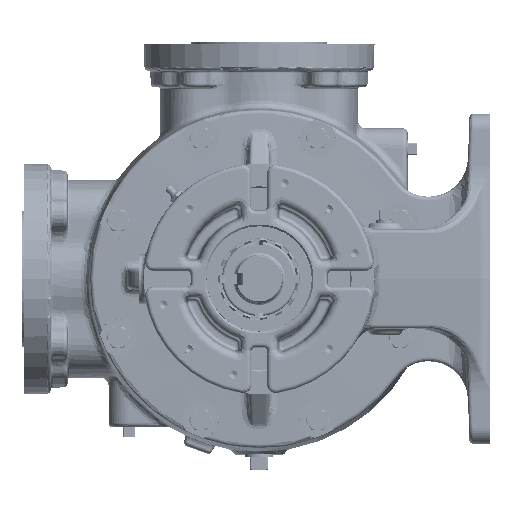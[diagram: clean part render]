
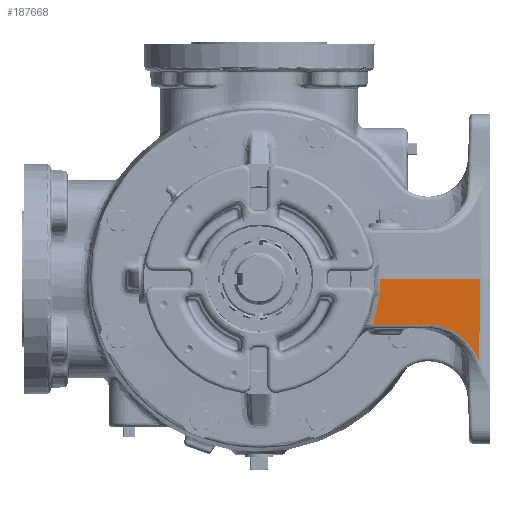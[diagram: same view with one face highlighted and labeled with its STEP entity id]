
A CAD part, left-side view. The second image highlights one B-rep face of the part: STEP entity #187668.
In plain terms, the highlighted planar face has unit normal (-0.642, -0.766, -0.035).
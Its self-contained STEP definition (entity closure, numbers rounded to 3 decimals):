
#5218 = DIRECTION ( 'NONE',  ( 0.766, -0.643, 0. ) ) ;
#8717 = CARTESIAN_POINT ( 'NONE',  ( -151.967, -170.39, -0.096 ) ) ;
#26500 = CARTESIAN_POINT ( 'NONE',  ( -159.408, -162.074, -45.545 ) ) ;
#33468 = LINE ( 'NONE', #280715, #90723 ) ;
#34189 = ORIENTED_EDGE ( 'NONE', *, *, #270738, .T. ) ;
#42305 = VERTEX_POINT ( 'NONE', #57519 ) ;
#44356 = ORIENTED_EDGE ( 'NONE', *, *, #60965, .T. ) ;
#47412 = ORIENTED_EDGE ( 'NONE', *, *, #303816, .T. ) ;
#52959 = CARTESIAN_POINT ( 'NONE',  ( -249.147, -87.248, -35.158 ) ) ;
#54831 = CARTESIAN_POINT ( 'NONE',  ( -249.147, -87.248, -35.158 ) ) ;
#57519 = CARTESIAN_POINT ( 'NONE',  ( -151.971, -170.391, 0. ) ) ;
#60965 = EDGE_CURVE ( 'NONE', #372039, #301860, #136461, .T. ) ;
#62657 =( BOUNDED_CURVE ( )  B_SPLINE_CURVE ( 3, ( #273731, #301909, #26500, #149025 ),
 .UNSPECIFIED., .F., .F. ) 
 B_SPLINE_CURVE_WITH_KNOTS ( ( 4, 4 ),
 ( 1.625, 2.7 ),
 .UNSPECIFIED. ) 
 CURVE ( )  GEOMETRIC_REPRESENTATION_ITEM ( )  RATIONAL_B_SPLINE_CURVE ( ( 1., 0.906, 0.906, 1. ) ) 
 REPRESENTATION_ITEM ( '' )  );
#84988 = CARTESIAN_POINT ( 'NONE',  ( -243.205, -93.29, -12.005 ) ) ;
#88252 = DIRECTION ( 'NONE',  ( -0.642, -0.766, -0.035 ) ) ;
#88312 = VECTOR ( 'NONE', #226417, 1000. ) ;
#90723 = VECTOR ( 'NONE', #5218, 1000. ) ;
#92759 = AXIS2_PLACEMENT_3D ( 'NONE', #243004, #88252, #265271 ) ;
#102458 = ORIENTED_EDGE ( 'NONE', *, *, #271827, .T. ) ;
#103210 = LINE ( 'NONE', #8717, #157018 ) ;
#107240 = CARTESIAN_POINT ( 'NONE',  ( -245.014, -91.232, -23.833 ) ) ;
#107737 = CARTESIAN_POINT ( 'NONE',  ( -243.769, -93.364, 0. ) ) ;
#115168 = CARTESIAN_POINT ( 'NONE',  ( -243.769, -93.364, 0. ) ) ;
#120476 = PLANE ( 'NONE',  #92759 ) ;
#136461 =( BOUNDED_CURVE ( )  B_SPLINE_CURVE ( 3, ( #115168, #84988, #107240, #54831 ),
 .UNSPECIFIED., .F., .F. ) 
 B_SPLINE_CURVE_WITH_KNOTS ( ( 4, 4 ),
 ( 3.102, 3.434 ),
 .UNSPECIFIED. ) 
 CURVE ( )  GEOMETRIC_REPRESENTATION_ITEM ( )  RATIONAL_B_SPLINE_CURVE ( ( 1., 0.991, 0.991, 1. ) ) 
 REPRESENTATION_ITEM ( '' )  );
#149025 = CARTESIAN_POINT ( 'NONE',  ( -149.757, -169.359, -63.389 ) ) ;
#157018 = VECTOR ( 'NONE', #159461, 1000. ) ;
#159461 = DIRECTION ( 'NONE',  ( -0.035, -0.016, 0.999 ) ) ;
#187668 = ADVANCED_FACE ( 'NONE', ( #363914 ), #120476, .T. ) ;
#202077 = LINE ( 'NONE', #260468, #88312 ) ;
#212668 = CARTESIAN_POINT ( 'NONE',  ( -197.121, -130.903, -35.158 ) ) ;
#225386 = CARTESIAN_POINT ( 'NONE',  ( -149.757, -169.359, -63.389 ) ) ;
#226417 = DIRECTION ( 'NONE',  ( 0.766, -0.643, 0. ) ) ;
#243004 = CARTESIAN_POINT ( 'NONE',  ( -136.924, -183.017, 0. ) ) ;
#260468 = CARTESIAN_POINT ( 'NONE',  ( -136.135, -182.077, -35.158 ) ) ;
#265271 = DIRECTION ( 'NONE',  ( 0.766, -0.643, 0. ) ) ;
#270738 = EDGE_CURVE ( 'NONE', #327102, #388905, #62657, .T. ) ;
#271827 = EDGE_CURVE ( 'NONE', #388905, #42305, #103210, .T. ) ;
#273731 = CARTESIAN_POINT ( 'NONE',  ( -197.121, -130.903, -35.158 ) ) ;
#280715 = CARTESIAN_POINT ( 'NONE',  ( -136.924, -183.017, 0. ) ) ;
#285015 = ORIENTED_EDGE ( 'NONE', *, *, #289551, .F. ) ;
#289551 = EDGE_CURVE ( 'NONE', #372039, #42305, #33468, .T. ) ;
#301860 = VERTEX_POINT ( 'NONE', #52959 ) ;
#301909 = CARTESIAN_POINT ( 'NONE',  ( -176.835, -147.926, -35.158 ) ) ;
#303816 = EDGE_CURVE ( 'NONE', #301860, #327102, #202077, .T. ) ;
#327102 = VERTEX_POINT ( 'NONE', #212668 ) ;
#363914 = FACE_OUTER_BOUND ( 'NONE', #398121, .T. ) ;
#372039 = VERTEX_POINT ( 'NONE', #107737 ) ;
#388905 = VERTEX_POINT ( 'NONE', #225386 ) ;
#398121 = EDGE_LOOP ( 'NONE', ( #285015, #44356, #47412, #34189, #102458 ) ) ;
